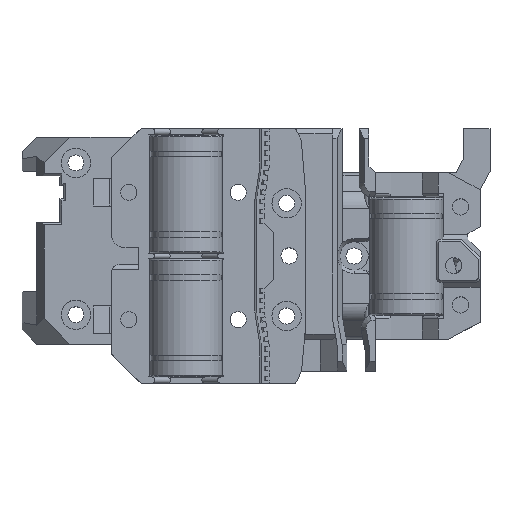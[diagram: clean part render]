
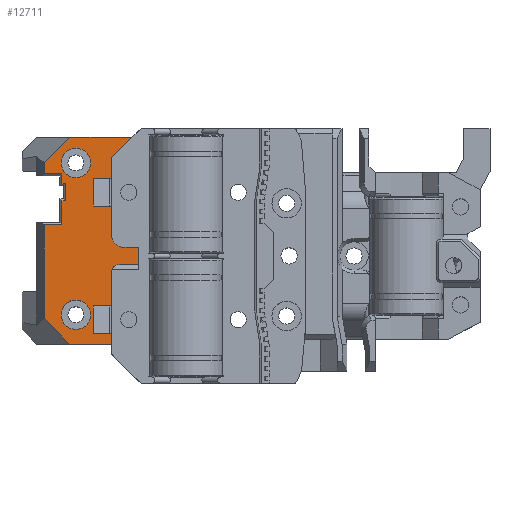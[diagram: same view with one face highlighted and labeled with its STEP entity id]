
A CAD part, top view. The second image highlights one B-rep face of the part: STEP entity #12711.
In plain terms, the highlighted planar face has unit normal (0, 0, 1).
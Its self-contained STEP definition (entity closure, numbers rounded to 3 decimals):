
#226=FACE_BOUND('',#1244,.T.);
#227=FACE_BOUND('',#1245,.T.);
#305=CIRCLE('',#13505,1.5);
#306=CIRCLE('',#13506,2.5);
#307=CIRCLE('',#13507,3.);
#308=CIRCLE('',#13508,3.);
#503=FACE_OUTER_BOUND('',#1243,.T.);
#1243=EDGE_LOOP('',(#8534,#8535,#8536,#8537,#8538,#8539,#8540,#8541,#8542,
#8543,#8544,#8545,#8546,#8547,#8548,#8549,#8550,#8551,#8552,#8553,#8554,
#8555,#8556,#8557,#8558,#8559,#8560,#8561,#8562));
#1244=EDGE_LOOP('',(#8563));
#1245=EDGE_LOOP('',(#8564));
#1996=LINE('',#18000,#3615);
#2098=LINE('',#18218,#3717);
#2104=LINE('',#18231,#3723);
#2115=LINE('',#18252,#3734);
#2129=LINE('',#18277,#3748);
#2131=LINE('',#18283,#3750);
#2132=LINE('',#18285,#3751);
#2133=LINE('',#18287,#3752);
#2134=LINE('',#18289,#3753);
#2135=LINE('',#18291,#3754);
#2136=LINE('',#18293,#3755);
#2137=LINE('',#18297,#3756);
#2138=LINE('',#18299,#3757);
#2139=LINE('',#18301,#3758);
#2140=LINE('',#18305,#3759);
#2141=LINE('',#18307,#3760);
#2142=LINE('',#18309,#3761);
#2143=LINE('',#18311,#3762);
#2144=LINE('',#18312,#3763);
#2145=LINE('',#18314,#3764);
#2146=LINE('',#18316,#3765);
#2147=LINE('',#18318,#3766);
#2148=LINE('',#18320,#3767);
#2149=LINE('',#18322,#3768);
#2150=LINE('',#18324,#3769);
#2151=LINE('',#18326,#3770);
#2152=LINE('',#18327,#3771);
#3615=VECTOR('',#14459,10.);
#3717=VECTOR('',#14605,10.);
#3723=VECTOR('',#14613,10.);
#3734=VECTOR('',#14630,10.);
#3748=VECTOR('',#14656,10.);
#3750=VECTOR('',#14664,10.);
#3751=VECTOR('',#14665,10.);
#3752=VECTOR('',#14666,10.);
#3753=VECTOR('',#14667,10.);
#3754=VECTOR('',#14668,10.);
#3755=VECTOR('',#14669,10.);
#3756=VECTOR('',#14672,10.);
#3757=VECTOR('',#14673,10.);
#3758=VECTOR('',#14674,10.);
#3759=VECTOR('',#14677,10.);
#3760=VECTOR('',#14678,10.);
#3761=VECTOR('',#14679,10.);
#3762=VECTOR('',#14680,10.);
#3763=VECTOR('',#14681,10.);
#3764=VECTOR('',#14682,10.);
#3765=VECTOR('',#14683,10.);
#3766=VECTOR('',#14684,10.);
#3767=VECTOR('',#14685,10.);
#3768=VECTOR('',#14686,10.);
#3769=VECTOR('',#14687,10.);
#3770=VECTOR('',#14688,10.);
#3771=VECTOR('',#14689,10.);
#5230=VERTEX_POINT('',#17997);
#5231=VERTEX_POINT('',#17999);
#5323=VERTEX_POINT('',#18214);
#5325=VERTEX_POINT('',#18217);
#5329=VERTEX_POINT('',#18227);
#5331=VERTEX_POINT('',#18230);
#5338=VERTEX_POINT('',#18251);
#5344=VERTEX_POINT('',#18282);
#5345=VERTEX_POINT('',#18284);
#5346=VERTEX_POINT('',#18286);
#5347=VERTEX_POINT('',#18288);
#5348=VERTEX_POINT('',#18290);
#5349=VERTEX_POINT('',#18292);
#5350=VERTEX_POINT('',#18294);
#5351=VERTEX_POINT('',#18296);
#5352=VERTEX_POINT('',#18298);
#5353=VERTEX_POINT('',#18300);
#5354=VERTEX_POINT('',#18302);
#5355=VERTEX_POINT('',#18304);
#5356=VERTEX_POINT('',#18306);
#5357=VERTEX_POINT('',#18308);
#5358=VERTEX_POINT('',#18310);
#5359=VERTEX_POINT('',#18313);
#5360=VERTEX_POINT('',#18315);
#5361=VERTEX_POINT('',#18317);
#5362=VERTEX_POINT('',#18319);
#5363=VERTEX_POINT('',#18321);
#5364=VERTEX_POINT('',#18323);
#5365=VERTEX_POINT('',#18325);
#5366=VERTEX_POINT('',#18328);
#5367=VERTEX_POINT('',#18330);
#6445=EDGE_CURVE('',#5230,#5231,#1996,.T.);
#6555=EDGE_CURVE('',#5325,#5323,#2098,.T.);
#6561=EDGE_CURVE('',#5331,#5329,#2104,.T.);
#6572=EDGE_CURVE('',#5338,#5325,#2115,.T.);
#6586=EDGE_CURVE('',#5230,#5331,#2129,.T.);
#6588=EDGE_CURVE('',#5323,#5344,#2131,.T.);
#6589=EDGE_CURVE('',#5345,#5344,#2132,.T.);
#6590=EDGE_CURVE('',#5345,#5346,#2133,.T.);
#6591=EDGE_CURVE('',#5346,#5347,#2134,.T.);
#6592=EDGE_CURVE('',#5347,#5348,#2135,.T.);
#6593=EDGE_CURVE('',#5349,#5348,#2136,.T.);
#6594=EDGE_CURVE('',#5350,#5349,#305,.T.);
#6595=EDGE_CURVE('',#5351,#5350,#2137,.T.);
#6596=EDGE_CURVE('',#5352,#5351,#2138,.T.);
#6597=EDGE_CURVE('',#5353,#5352,#2139,.T.);
#6598=EDGE_CURVE('',#5354,#5353,#306,.T.);
#6599=EDGE_CURVE('',#5355,#5354,#2140,.T.);
#6600=EDGE_CURVE('',#5355,#5356,#2141,.T.);
#6601=EDGE_CURVE('',#5356,#5357,#2142,.T.);
#6602=EDGE_CURVE('',#5357,#5358,#2143,.T.);
#6603=EDGE_CURVE('',#5231,#5358,#2144,.T.);
#6604=EDGE_CURVE('',#5329,#5359,#2145,.T.);
#6605=EDGE_CURVE('',#5360,#5359,#2146,.T.);
#6606=EDGE_CURVE('',#5361,#5360,#2147,.T.);
#6607=EDGE_CURVE('',#5362,#5361,#2148,.T.);
#6608=EDGE_CURVE('',#5363,#5362,#2149,.T.);
#6609=EDGE_CURVE('',#5364,#5363,#2150,.T.);
#6610=EDGE_CURVE('',#5365,#5364,#2151,.T.);
#6611=EDGE_CURVE('',#5338,#5365,#2152,.T.);
#6612=EDGE_CURVE('',#5366,#5366,#307,.T.);
#6613=EDGE_CURVE('',#5367,#5367,#308,.T.);
#8534=ORIENTED_EDGE('',*,*,#6555,.T.);
#8535=ORIENTED_EDGE('',*,*,#6588,.T.);
#8536=ORIENTED_EDGE('',*,*,#6589,.F.);
#8537=ORIENTED_EDGE('',*,*,#6590,.T.);
#8538=ORIENTED_EDGE('',*,*,#6591,.T.);
#8539=ORIENTED_EDGE('',*,*,#6592,.T.);
#8540=ORIENTED_EDGE('',*,*,#6593,.F.);
#8541=ORIENTED_EDGE('',*,*,#6594,.F.);
#8542=ORIENTED_EDGE('',*,*,#6595,.F.);
#8543=ORIENTED_EDGE('',*,*,#6596,.F.);
#8544=ORIENTED_EDGE('',*,*,#6597,.F.);
#8545=ORIENTED_EDGE('',*,*,#6598,.F.);
#8546=ORIENTED_EDGE('',*,*,#6599,.F.);
#8547=ORIENTED_EDGE('',*,*,#6600,.T.);
#8548=ORIENTED_EDGE('',*,*,#6601,.T.);
#8549=ORIENTED_EDGE('',*,*,#6602,.T.);
#8550=ORIENTED_EDGE('',*,*,#6603,.F.);
#8551=ORIENTED_EDGE('',*,*,#6445,.F.);
#8552=ORIENTED_EDGE('',*,*,#6586,.T.);
#8553=ORIENTED_EDGE('',*,*,#6561,.T.);
#8554=ORIENTED_EDGE('',*,*,#6604,.T.);
#8555=ORIENTED_EDGE('',*,*,#6605,.F.);
#8556=ORIENTED_EDGE('',*,*,#6606,.F.);
#8557=ORIENTED_EDGE('',*,*,#6607,.F.);
#8558=ORIENTED_EDGE('',*,*,#6608,.F.);
#8559=ORIENTED_EDGE('',*,*,#6609,.F.);
#8560=ORIENTED_EDGE('',*,*,#6610,.F.);
#8561=ORIENTED_EDGE('',*,*,#6611,.F.);
#8562=ORIENTED_EDGE('',*,*,#6572,.T.);
#8563=ORIENTED_EDGE('',*,*,#6612,.T.);
#8564=ORIENTED_EDGE('',*,*,#6613,.T.);
#12091=PLANE('',#13504);
#12711=ADVANCED_FACE('',(#503,#226,#227),#12091,.T.);
#13504=AXIS2_PLACEMENT_3D('',#18281,#14662,#14663);
#13505=AXIS2_PLACEMENT_3D('',#18295,#14670,#14671);
#13506=AXIS2_PLACEMENT_3D('',#18303,#14675,#14676);
#13507=AXIS2_PLACEMENT_3D('',#18329,#14690,#14691);
#13508=AXIS2_PLACEMENT_3D('',#18331,#14692,#14693);
#14459=DIRECTION('',(-0.707,-0.707,0.));
#14605=DIRECTION('',(0.707,-0.707,0.));
#14613=DIRECTION('',(-0.707,-0.707,0.));
#14630=DIRECTION('',(0.,-1.,0.));
#14656=DIRECTION('',(-1.,0.,0.));
#14662=DIRECTION('center_axis',(0.,0.,1.));
#14663=DIRECTION('ref_axis',(-1.,0.,0.));
#14664=DIRECTION('',(1.,0.,0.));
#14665=DIRECTION('',(0.,-1.,0.));
#14666=DIRECTION('',(-1.,0.,0.));
#14667=DIRECTION('',(0.,1.,0.));
#14668=DIRECTION('',(1.,0.,0.));
#14669=DIRECTION('',(0.,-1.,0.));
#14670=DIRECTION('center_axis',(0.,0.,1.));
#14671=DIRECTION('ref_axis',(0.,1.,0.));
#14672=DIRECTION('',(-1.,0.,0.));
#14673=DIRECTION('',(0.,-1.,0.));
#14674=DIRECTION('',(1.,0.,0.));
#14675=DIRECTION('center_axis',(0.,0.,1.));
#14676=DIRECTION('ref_axis',(-1.,0.,0.));
#14677=DIRECTION('',(0.,-1.,0.));
#14678=DIRECTION('',(-1.,0.,0.));
#14679=DIRECTION('',(0.,1.,0.));
#14680=DIRECTION('',(1.,0.,0.));
#14681=DIRECTION('',(0.,-1.,0.));
#14682=DIRECTION('',(0.,-1.,0.));
#14683=DIRECTION('',(-1.,0.,0.));
#14684=DIRECTION('',(0.,1.,0.));
#14685=DIRECTION('',(-1.,0.,0.));
#14686=DIRECTION('',(0.,1.,0.));
#14687=DIRECTION('',(1.,0.,0.));
#14688=DIRECTION('',(0.,1.,0.));
#14689=DIRECTION('',(1.,0.,0.));
#14690=DIRECTION('center_axis',(0.,0.,-1.));
#14691=DIRECTION('ref_axis',(-1.,0.,0.));
#14692=DIRECTION('center_axis',(0.,0.,-1.));
#14693=DIRECTION('ref_axis',(-1.,0.,0.));
#17997=CARTESIAN_POINT('',(18.05,50.25,10.));
#17999=CARTESIAN_POINT('',(13.8,46.,10.));
#18000=CARTESIAN_POINT('',(9.481,41.681,10.));
#18214=CARTESIAN_POINT('',(5.245,8.,10.));
#18217=CARTESIAN_POINT('',(0.,13.245,10.));
#18218=CARTESIAN_POINT('',(5.502,7.742,10.));
#18227=CARTESIAN_POINT('',(0.,45.005,10.));
#18230=CARTESIAN_POINT('',(5.245,50.25,10.));
#18231=CARTESIAN_POINT('',(-7.12,37.885,10.));
#18251=CARTESIAN_POINT('',(0.,32.36,10.));
#18252=CARTESIAN_POINT('',(0.,18.563,10.));
#18277=CARTESIAN_POINT('',(18.05,50.25,10.));
#18281=CARTESIAN_POINT('Origin',(7.4,29.125,10.));
#18282=CARTESIAN_POINT('',(13.8,8.,10.));
#18283=CARTESIAN_POINT('',(-1.5,8.,10.));
#18284=CARTESIAN_POINT('',(13.8,10.2,10.));
#18285=CARTESIAN_POINT('',(13.8,40.563,10.));
#18286=CARTESIAN_POINT('',(10.,10.2,10.));
#18287=CARTESIAN_POINT('',(10.,10.2,10.));
#18288=CARTESIAN_POINT('',(10.,15.8,10.));
#18289=CARTESIAN_POINT('',(10.,15.8,10.));
#18290=CARTESIAN_POINT('',(13.8,15.8,10.));
#18291=CARTESIAN_POINT('',(13.8,15.8,10.));
#18292=CARTESIAN_POINT('',(13.8,22.75,10.));
#18293=CARTESIAN_POINT('',(13.8,40.563,10.));
#18294=CARTESIAN_POINT('',(15.3,24.25,10.));
#18295=CARTESIAN_POINT('Origin',(15.3,22.75,10.));
#18296=CARTESIAN_POINT('',(19.3,24.25,10.));
#18297=CARTESIAN_POINT('',(13.35,24.25,10.));
#18298=CARTESIAN_POINT('',(19.3,27.75,10.));
#18299=CARTESIAN_POINT('',(19.3,28.438,10.));
#18300=CARTESIAN_POINT('',(16.3,27.75,10.));
#18301=CARTESIAN_POINT('',(11.85,27.75,10.));
#18302=CARTESIAN_POINT('',(13.8,30.25,10.));
#18303=CARTESIAN_POINT('Origin',(16.3,30.25,10.));
#18304=CARTESIAN_POINT('',(13.8,36.2,10.));
#18305=CARTESIAN_POINT('',(13.8,40.563,10.));
#18306=CARTESIAN_POINT('',(10.,36.2,10.));
#18307=CARTESIAN_POINT('',(10.,36.2,10.));
#18308=CARTESIAN_POINT('',(10.,41.8,10.));
#18309=CARTESIAN_POINT('',(10.,41.8,10.));
#18310=CARTESIAN_POINT('',(13.8,41.8,10.));
#18311=CARTESIAN_POINT('',(13.8,41.8,10.));
#18312=CARTESIAN_POINT('',(13.8,40.563,10.));
#18313=CARTESIAN_POINT('',(0.,42.74,10.));
#18314=CARTESIAN_POINT('',(0.,18.563,10.));
#18315=CARTESIAN_POINT('',(3.64,42.74,10.));
#18316=CARTESIAN_POINT('',(2.95,42.74,10.));
#18317=CARTESIAN_POINT('',(3.64,40.75,10.));
#18318=CARTESIAN_POINT('',(3.64,35.733,10.));
#18319=CARTESIAN_POINT('',(4.4,40.75,10.));
#18320=CARTESIAN_POINT('',(5.32,40.75,10.));
#18321=CARTESIAN_POINT('',(4.4,37.25,10.));
#18322=CARTESIAN_POINT('',(4.4,34.738,10.));
#18323=CARTESIAN_POINT('',(3.64,37.25,10.));
#18324=CARTESIAN_POINT('',(5.7,37.25,10.));
#18325=CARTESIAN_POINT('',(3.64,32.36,10.));
#18326=CARTESIAN_POINT('',(3.64,33.388,10.));
#18327=CARTESIAN_POINT('',(5.32,32.36,10.));
#18328=CARTESIAN_POINT('',(9.5,45.,10.));
#18329=CARTESIAN_POINT('Origin',(6.5,45.,10.));
#18330=CARTESIAN_POINT('',(9.5,14.,10.));
#18331=CARTESIAN_POINT('Origin',(6.5,14.,10.));
